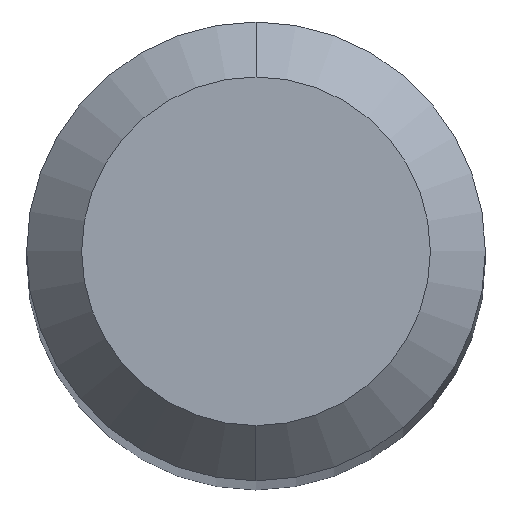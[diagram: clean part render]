
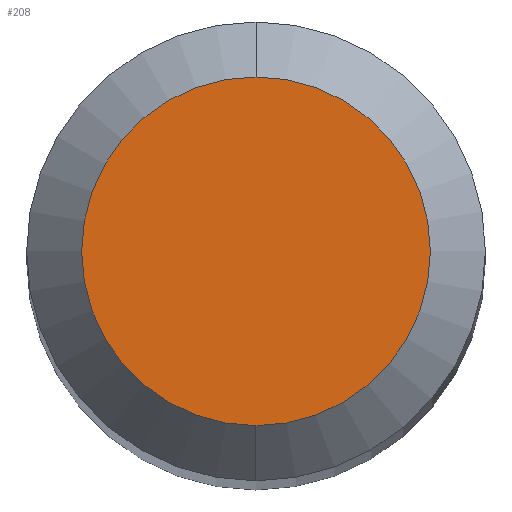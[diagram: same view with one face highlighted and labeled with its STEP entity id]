
A CAD part, top view. The second image highlights one B-rep face of the part: STEP entity #208.
In plain terms, the highlighted planar face has unit normal (0, 0, 1).
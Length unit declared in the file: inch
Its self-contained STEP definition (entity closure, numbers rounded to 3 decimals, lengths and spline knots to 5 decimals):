
#49 = EDGE_CURVE ( 'NONE', #99, #379, #96, .T. ) ;
#74 = EDGE_CURVE ( 'NONE', #379, #99, #271, .T. ) ;
#78 = DIRECTION ( 'NONE',  ( 0., 1., 0. ) ) ;
#84 = DIRECTION ( 'NONE',  ( 0., 0., -1. ) ) ;
#96 = CIRCLE ( 'NONE', #415, 0.0475 ) ;
#99 = VERTEX_POINT ( 'NONE', #156 ) ;
#156 = CARTESIAN_POINT ( 'NONE',  ( 0., -0.0475, 0. ) ) ;
#175 = ORIENTED_EDGE ( 'NONE', *, *, #49, .T. ) ;
#198 = CARTESIAN_POINT ( 'NONE',  ( 0., 0., 0. ) ) ;
#208 = ADVANCED_FACE ( 'NONE', ( #383 ), #472, .F. ) ;
#211 = EDGE_LOOP ( 'NONE', ( #441, #175 ) ) ;
#266 = CARTESIAN_POINT ( 'NONE',  ( 0., 0.0475, 0. ) ) ;
#271 = CIRCLE ( 'NONE', #380, 0.0475 ) ;
#284 = CARTESIAN_POINT ( 'NONE',  ( 0., 0., 0. ) ) ;
#370 = DIRECTION ( 'NONE',  ( 0., 0., 1. ) ) ;
#376 = DIRECTION ( 'NONE',  ( 0., -1., 0. ) ) ;
#379 = VERTEX_POINT ( 'NONE', #266 ) ;
#380 = AXIS2_PLACEMENT_3D ( 'NONE', #284, #370, #376 ) ;
#383 = FACE_OUTER_BOUND ( 'NONE', #211, .T. ) ;
#415 = AXIS2_PLACEMENT_3D ( 'NONE', #198, #452, #498 ) ;
#430 = CARTESIAN_POINT ( 'NONE',  ( 0., 0.0475, 0. ) ) ;
#441 = ORIENTED_EDGE ( 'NONE', *, *, #74, .T. ) ;
#452 = DIRECTION ( 'NONE',  ( 0., 0., 1. ) ) ;
#460 = AXIS2_PLACEMENT_3D ( 'NONE', #430, #84, #78 ) ;
#472 = PLANE ( 'NONE',  #460 ) ;
#498 = DIRECTION ( 'NONE',  ( 0., -1., 0. ) ) ;
